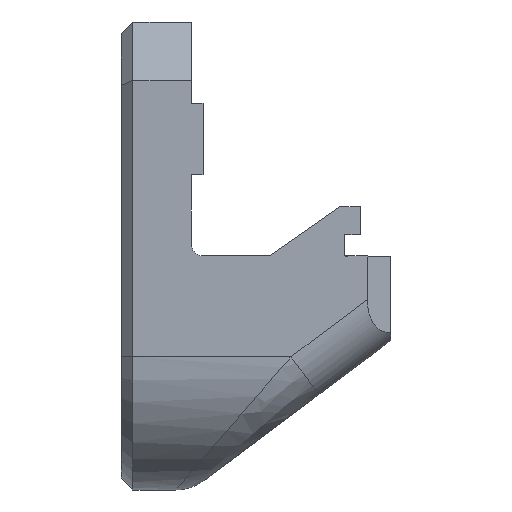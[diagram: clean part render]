
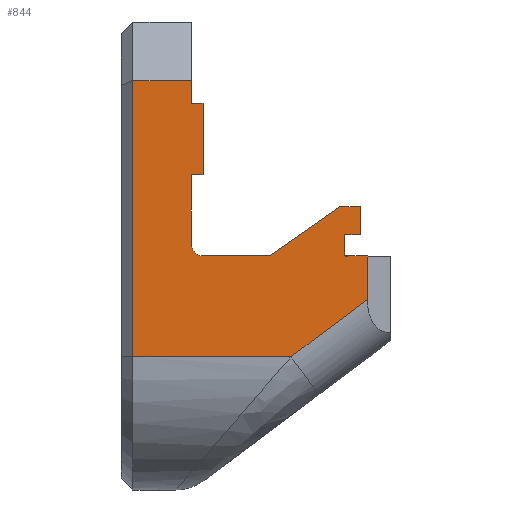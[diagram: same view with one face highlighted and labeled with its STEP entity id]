
A CAD part, front view. The second image highlights one B-rep face of the part: STEP entity #844.
In plain terms, the highlighted planar face has unit normal (0, -1, 0).
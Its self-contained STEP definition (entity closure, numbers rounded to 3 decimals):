
#7 = VECTOR ( 'NONE', #215, 1000. ) ;
#10 = CARTESIAN_POINT ( 'NONE',  ( 1., -11.38, 9.62 ) ) ;
#20 = ORIENTED_EDGE ( 'NONE', *, *, #1682, .T. ) ;
#28 = EDGE_CURVE ( 'NONE', #679, #1305, #1381, .T. ) ;
#31 = CARTESIAN_POINT ( 'NONE',  ( 14.457, -11.38, 12.82 ) ) ;
#82 = EDGE_CURVE ( 'NONE', #627, #820, #1446, .T. ) ;
#84 = CARTESIAN_POINT ( 'NONE',  ( 14.457, -11.38, 10.42 ) ) ;
#127 = VERTEX_POINT ( 'NONE', #416 ) ;
#160 = CARTESIAN_POINT ( 'NONE',  ( 14.457, -11.38, 12.82 ) ) ;
#182 = CARTESIAN_POINT ( 'NONE',  ( 0., -11.38, 21.67 ) ) ;
#200 = EDGE_CURVE ( 'NONE', #1319, #930, #1138, .T. ) ;
#203 = VECTOR ( 'NONE', #1306, 1000. ) ;
#215 = DIRECTION ( 'NONE',  ( -1., 0., 0. ) ) ;
#231 = VERTEX_POINT ( 'NONE', #1502 ) ;
#239 = VECTOR ( 'NONE', #1132, 1000. ) ;
#240 = CARTESIAN_POINT ( 'NONE',  ( 1., -11.38, 21.67 ) ) ;
#243 = CARTESIAN_POINT ( 'NONE',  ( 0., -11.38, 15.57 ) ) ;
#298 = LINE ( 'NONE', #988, #1023 ) ;
#316 = DIRECTION ( 'NONE',  ( 1., 0., 0. ) ) ;
#317 = EDGE_CURVE ( 'NONE', #390, #730, #342, .T. ) ;
#324 = VECTOR ( 'NONE', #538, 1000. ) ;
#338 = EDGE_CURVE ( 'NONE', #1217, #1319, #1530, .T. ) ;
#342 = LINE ( 'NONE', #84, #7 ) ;
#351 = VERTEX_POINT ( 'NONE', #1663 ) ;
#359 = LINE ( 'NONE', #1439, #239 ) ;
#381 = EDGE_CURVE ( 'NONE', #127, #839, #942, .T. ) ;
#389 = ORIENTED_EDGE ( 'NONE', *, *, #200, .T. ) ;
#390 = VERTEX_POINT ( 'NONE', #884 ) ;
#405 = EDGE_CURVE ( 'NONE', #231, #1434, #1618, .T. ) ;
#407 = DIRECTION ( 'NONE',  ( 1., 0., 0. ) ) ;
#411 = EDGE_CURVE ( 'NONE', #1305, #1434, #1007, .T. ) ;
#416 = CARTESIAN_POINT ( 'NONE',  ( 1., -11.38, 8.62 ) ) ;
#422 = VECTOR ( 'NONE', #877, 1000. ) ;
#471 = ORIENTED_EDGE ( 'NONE', *, *, #381, .T. ) ;
#482 = VECTOR ( 'NONE', #852, 1000. ) ;
#495 = EDGE_LOOP ( 'NONE', ( #651, #1616, #1194, #1392, #721, #1258, #1346, #1237, #1637, #1651, #471, #653, #1431, #389, #708, #970, #1320, #20 ) ) ;
#501 = AXIS2_PLACEMENT_3D ( 'NONE', #1248, #1680, #858 ) ;
#506 = EDGE_CURVE ( 'NONE', #820, #1150, #1206, .T. ) ;
#508 = CARTESIAN_POINT ( 'NONE',  ( 0., -11.38, 0. ) ) ;
#516 = LINE ( 'NONE', #1436, #1418 ) ;
#538 = DIRECTION ( 'NONE',  ( 0.819, 0., 0.574 ) ) ;
#542 = LINE ( 'NONE', #1164, #203 ) ;
#557 = CARTESIAN_POINT ( 'NONE',  ( 1., -11.38, 15.57 ) ) ;
#575 = EDGE_CURVE ( 'NONE', #1582, #679, #542, .T. ) ;
#588 = VERTEX_POINT ( 'NONE', #182 ) ;
#604 = VECTOR ( 'NONE', #799, 1000. ) ;
#627 = VERTEX_POINT ( 'NONE', #1608 ) ;
#651 = ORIENTED_EDGE ( 'NONE', *, *, #575, .T. ) ;
#653 = ORIENTED_EDGE ( 'NONE', *, *, #1650, .F. ) ;
#675 = VECTOR ( 'NONE', #407, 1000. ) ;
#679 = VERTEX_POINT ( 'NONE', #1469 ) ;
#686 = CARTESIAN_POINT ( 'NONE',  ( 1., -11.38, 15.57 ) ) ;
#704 = VERTEX_POINT ( 'NONE', #831 ) ;
#708 = ORIENTED_EDGE ( 'NONE', *, *, #1255, .T. ) ;
#709 = LINE ( 'NONE', #508, #1285 ) ;
#717 = CARTESIAN_POINT ( 'NONE',  ( 13.1, -11.38, 10.42 ) ) ;
#721 = ORIENTED_EDGE ( 'NONE', *, *, #1091, .F. ) ;
#730 = VERTEX_POINT ( 'NONE', #717 ) ;
#731 = DIRECTION ( 'NONE',  ( 0., 0., -1. ) ) ;
#769 = VECTOR ( 'NONE', #1587, 1000. ) ;
#799 = DIRECTION ( 'NONE',  ( 0., 0., 1. ) ) ;
#801 = CARTESIAN_POINT ( 'NONE',  ( 6.67, -11.38, 8.62 ) ) ;
#806 = DIRECTION ( 'NONE',  ( 0., 0., -1. ) ) ;
#815 = CARTESIAN_POINT ( 'NONE',  ( 0., -11.38, 9.62 ) ) ;
#820 = VERTEX_POINT ( 'NONE', #1660 ) ;
#825 = VECTOR ( 'NONE', #1491, 1000. ) ;
#831 = CARTESIAN_POINT ( 'NONE',  ( -5., -11.38, 23.62 ) ) ;
#839 = VERTEX_POINT ( 'NONE', #815 ) ;
#844 = ADVANCED_FACE ( 'NONE', ( #1047 ), #1261, .T. ) ;
#846 = LINE ( 'NONE', #917, #825 ) ;
#852 = DIRECTION ( 'NONE',  ( -1., 0., 0. ) ) ;
#858 = DIRECTION ( 'NONE',  ( 0., 0., -1. ) ) ;
#868 = CARTESIAN_POINT ( 'NONE',  ( -5., -11.38, 0. ) ) ;
#877 = DIRECTION ( 'NONE',  ( 0., 0., 1. ) ) ;
#883 = LINE ( 'NONE', #801, #1506 ) ;
#884 = CARTESIAN_POINT ( 'NONE',  ( 14.457, -11.38, 10.42 ) ) ;
#901 = CARTESIAN_POINT ( 'NONE',  ( -0.778, -11.38, -6.963 ) ) ;
#917 = CARTESIAN_POINT ( 'NONE',  ( 0., -11.38, 21.67 ) ) ;
#930 = VERTEX_POINT ( 'NONE', #240 ) ;
#942 = CIRCLE ( 'NONE', #1684, 1. ) ;
#963 = CARTESIAN_POINT ( 'NONE',  ( 15.05, -11.38, 8.62 ) ) ;
#966 = VECTOR ( 'NONE', #1416, 1000. ) ;
#968 = DIRECTION ( 'NONE',  ( 0., 0., -1. ) ) ;
#970 = ORIENTED_EDGE ( 'NONE', *, *, #1551, .F. ) ;
#988 = CARTESIAN_POINT ( 'NONE',  ( 0., -11.38, 0. ) ) ;
#1007 = LINE ( 'NONE', #1430, #422 ) ;
#1023 = VECTOR ( 'NONE', #731, 1000. ) ;
#1024 = DIRECTION ( 'NONE',  ( 0., 0., -1. ) ) ;
#1047 = FACE_OUTER_BOUND ( 'NONE', #495, .T. ) ;
#1053 = CARTESIAN_POINT ( 'NONE',  ( 15.05, -11.38, 4.908 ) ) ;
#1091 = EDGE_CURVE ( 'NONE', #730, #231, #359, .T. ) ;
#1132 = DIRECTION ( 'NONE',  ( 0., 0., -1. ) ) ;
#1134 = DIRECTION ( 'NONE',  ( 0., 1., 0. ) ) ;
#1138 = LINE ( 'NONE', #686, #604 ) ;
#1150 = VERTEX_POINT ( 'NONE', #160 ) ;
#1164 = CARTESIAN_POINT ( 'NONE',  ( -6., -11.38, 0. ) ) ;
#1189 = CARTESIAN_POINT ( 'NONE',  ( 0., -11.38, 15.57 ) ) ;
#1194 = ORIENTED_EDGE ( 'NONE', *, *, #411, .T. ) ;
#1206 = LINE ( 'NONE', #1293, #675 ) ;
#1217 = VERTEX_POINT ( 'NONE', #1189 ) ;
#1220 = EDGE_CURVE ( 'NONE', #1150, #390, #1246, .T. ) ;
#1237 = ORIENTED_EDGE ( 'NONE', *, *, #506, .F. ) ;
#1246 = LINE ( 'NONE', #31, #1635 ) ;
#1248 = CARTESIAN_POINT ( 'NONE',  ( -6., -11.38, 0. ) ) ;
#1255 = EDGE_CURVE ( 'NONE', #930, #588, #846, .T. ) ;
#1258 = ORIENTED_EDGE ( 'NONE', *, *, #317, .F. ) ;
#1261 = PLANE ( 'NONE',  #501 ) ;
#1285 = VECTOR ( 'NONE', #1581, 1000. ) ;
#1293 = CARTESIAN_POINT ( 'NONE',  ( 12.669, -11.38, 12.82 ) ) ;
#1299 = EDGE_CURVE ( 'NONE', #127, #627, #883, .T. ) ;
#1305 = VERTEX_POINT ( 'NONE', #1053 ) ;
#1306 = DIRECTION ( 'NONE',  ( 1., 0., 0. ) ) ;
#1317 = CARTESIAN_POINT ( 'NONE',  ( 6.67, -11.38, 8.62 ) ) ;
#1319 = VERTEX_POINT ( 'NONE', #557 ) ;
#1320 = ORIENTED_EDGE ( 'NONE', *, *, #1578, .T. ) ;
#1346 = ORIENTED_EDGE ( 'NONE', *, *, #1220, .F. ) ;
#1380 = VECTOR ( 'NONE', #1526, 1000. ) ;
#1381 = LINE ( 'NONE', #901, #769 ) ;
#1389 = CARTESIAN_POINT ( 'NONE',  ( 13.1, -11.38, 8.62 ) ) ;
#1392 = ORIENTED_EDGE ( 'NONE', *, *, #405, .F. ) ;
#1416 = DIRECTION ( 'NONE',  ( 1., 0., 0. ) ) ;
#1418 = VECTOR ( 'NONE', #806, 1000. ) ;
#1430 = CARTESIAN_POINT ( 'NONE',  ( 15.05, -11.38, 0. ) ) ;
#1431 = ORIENTED_EDGE ( 'NONE', *, *, #338, .T. ) ;
#1434 = VERTEX_POINT ( 'NONE', #963 ) ;
#1436 = CARTESIAN_POINT ( 'NONE',  ( -5., -11.38, 0. ) ) ;
#1439 = CARTESIAN_POINT ( 'NONE',  ( 13.1, -11.38, 10.42 ) ) ;
#1446 = LINE ( 'NONE', #1317, #324 ) ;
#1469 = CARTESIAN_POINT ( 'NONE',  ( 8.507, -11.38, 0. ) ) ;
#1491 = DIRECTION ( 'NONE',  ( -1., 0., 0. ) ) ;
#1502 = CARTESIAN_POINT ( 'NONE',  ( 13.1, -11.38, 8.62 ) ) ;
#1506 = VECTOR ( 'NONE', #316, 1000. ) ;
#1526 = DIRECTION ( 'NONE',  ( 1., 0., 0. ) ) ;
#1530 = LINE ( 'NONE', #243, #966 ) ;
#1551 = EDGE_CURVE ( 'NONE', #351, #588, #298, .T. ) ;
#1578 = EDGE_CURVE ( 'NONE', #351, #704, #1676, .T. ) ;
#1581 = DIRECTION ( 'NONE',  ( 0., 0., -1. ) ) ;
#1582 = VERTEX_POINT ( 'NONE', #868 ) ;
#1587 = DIRECTION ( 'NONE',  ( 0.8, 0., 0.6 ) ) ;
#1608 = CARTESIAN_POINT ( 'NONE',  ( 6.67, -11.38, 8.62 ) ) ;
#1616 = ORIENTED_EDGE ( 'NONE', *, *, #28, .T. ) ;
#1618 = LINE ( 'NONE', #1389, #1380 ) ;
#1635 = VECTOR ( 'NONE', #1024, 1000. ) ;
#1637 = ORIENTED_EDGE ( 'NONE', *, *, #82, .F. ) ;
#1650 = EDGE_CURVE ( 'NONE', #1217, #839, #709, .T. ) ;
#1651 = ORIENTED_EDGE ( 'NONE', *, *, #1299, .F. ) ;
#1660 = CARTESIAN_POINT ( 'NONE',  ( 12.669, -11.38, 12.82 ) ) ;
#1663 = CARTESIAN_POINT ( 'NONE',  ( 0., -11.38, 23.62 ) ) ;
#1674 = CARTESIAN_POINT ( 'NONE',  ( -6., -11.38, 23.62 ) ) ;
#1676 = LINE ( 'NONE', #1674, #482 ) ;
#1680 = DIRECTION ( 'NONE',  ( 0., -1., 0. ) ) ;
#1682 = EDGE_CURVE ( 'NONE', #704, #1582, #516, .T. ) ;
#1684 = AXIS2_PLACEMENT_3D ( 'NONE', #10, #1134, #968 ) ;
